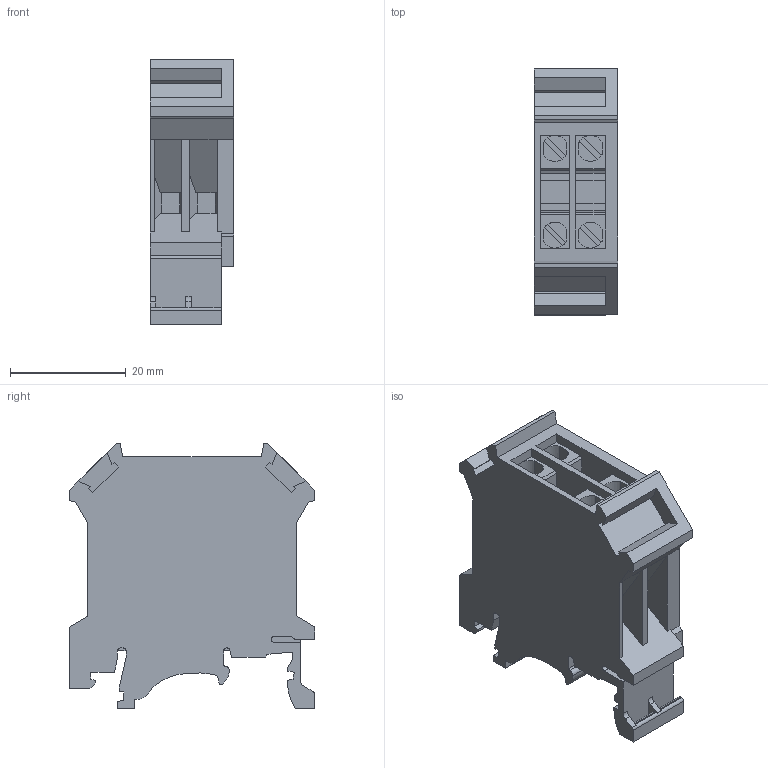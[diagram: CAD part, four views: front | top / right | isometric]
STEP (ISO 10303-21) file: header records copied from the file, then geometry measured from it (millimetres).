
FILE_DESCRIPTION(('Creo Elements/Direct Modeling STEP Export'),'2;1');
FILE_NAME('model.stp','2018-12-12T14:58:53',(''),(''),'Creo Elements/Direct Modeling STEP processor for AP214 (Solid Model)','Creo Elements/Direct Modeling 18.1I 14-Aug-2016 (C) Parametric Technology GmbH','');
FILE_SCHEMA(('AUTOMOTIVE_DESIGN { 1 0 10303 214 1 1 1 1 }'));
Length unit declared in the file: millimetre
Products named in the file (2): URELG_2-select
Assembly tree (1 placements, depth 2):
  URELG_2-select
    URELG_2-select
Bounding box: 14.5 x 42.5 x 45.9 mm (x, y, z)
Volume: 16860.2 mm3; surface area: 8563 mm2
Topology: 1 solids, 1 shells, 242 faces, 693 edges, 455 vertices
Faces by surface type: plane 212, cylinder 30
Entity records: 9565 total; most frequent: ORIENTED_EDGE 1386, CARTESIAN_POINT 1348, DIRECTION 1188, EDGE_CURVE 693, VECTOR 598, LINE 598, VERTEX_POINT 455, AXIS2_PLACEMENT_3D 295
